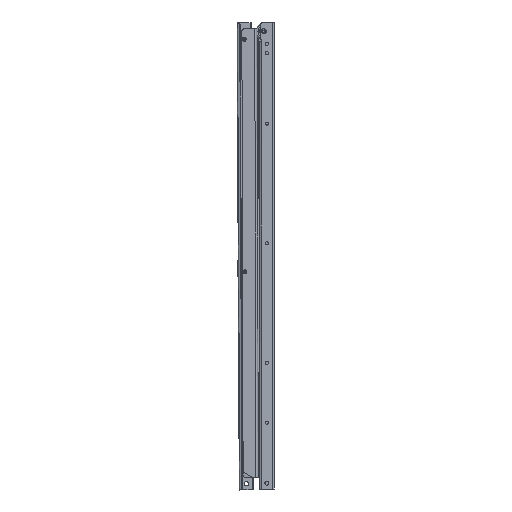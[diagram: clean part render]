
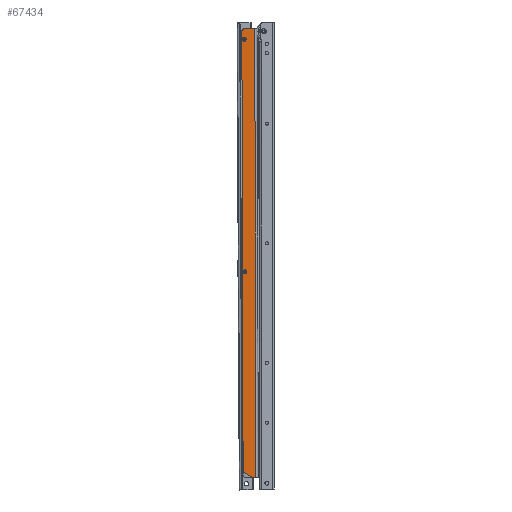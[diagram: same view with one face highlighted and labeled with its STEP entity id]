
A CAD part, left-side view. The second image highlights one B-rep face of the part: STEP entity #67434.
In plain terms, the highlighted planar face has unit normal (-1, 0, 0).
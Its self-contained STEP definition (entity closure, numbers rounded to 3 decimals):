
#240 = DIRECTION ( 'NONE',  ( 0., 0.866, 0.5 ) ) ;
#1041 = CARTESIAN_POINT ( 'NONE',  ( -7.5, 1.225, 0. ) ) ;
#1377 = EDGE_CURVE ( 'NONE', #56604, #18848, #14808, .T. ) ;
#5726 = DIRECTION ( 'NONE',  ( 0., -1., 0. ) ) ;
#6137 = CIRCLE ( 'NONE', #33160, 3.2 ) ;
#6386 = ORIENTED_EDGE ( 'NONE', *, *, #1377, .F. ) ;
#7481 = CARTESIAN_POINT ( 'NONE',  ( -7.5, 21.9, -720. ) ) ;
#9052 = CARTESIAN_POINT ( 'NONE',  ( -7.5, 21.9, -720. ) ) ;
#9129 = ORIENTED_EDGE ( 'NONE', *, *, #32165, .T. ) ;
#10002 = CARTESIAN_POINT ( 'NONE',  ( -7.5, 18.1, -17. ) ) ;
#10471 = CIRCLE ( 'NONE', #49891, 3.2 ) ;
#11479 = AXIS2_PLACEMENT_3D ( 'NONE', #51732, #13609, #13269 ) ;
#11917 = CARTESIAN_POINT ( 'NONE',  ( -7.5, 21.9, -4. ) ) ;
#12412 = CARTESIAN_POINT ( 'NONE',  ( -7.5, 18.1, -393.2 ) ) ;
#12799 = LINE ( 'NONE', #7481, #48056 ) ;
#13269 = DIRECTION ( 'NONE',  ( 0., -1., 0. ) ) ;
#13609 = DIRECTION ( 'NONE',  ( 1., 0., 0. ) ) ;
#13619 = EDGE_LOOP ( 'NONE', ( #38488, #9129, #64003, #51012, #65342, #6386 ) ) ;
#14569 = VERTEX_POINT ( 'NONE', #47802 ) ;
#14808 = LINE ( 'NONE', #46573, #43697 ) ;
#16045 = VERTEX_POINT ( 'NONE', #1041 ) ;
#16501 = CARTESIAN_POINT ( 'NONE',  ( -7.5, 18.121, -713.454 ) ) ;
#16927 = CARTESIAN_POINT ( 'NONE',  ( -7.5, 17.9, 0. ) ) ;
#18411 = AXIS2_PLACEMENT_3D ( 'NONE', #42772, #21219, #31823 ) ;
#18848 = VERTEX_POINT ( 'NONE', #11917 ) ;
#21219 = DIRECTION ( 'NONE',  ( 1., 0., 0. ) ) ;
#22709 = VERTEX_POINT ( 'NONE', #60661 ) ;
#23155 = CARTESIAN_POINT ( 'NONE',  ( -7.5, 17.9, -4. ) ) ;
#24825 = EDGE_LOOP ( 'NONE', ( #67401, #61479 ) ) ;
#24983 = VERTEX_POINT ( 'NONE', #61158 ) ;
#26899 = ORIENTED_EDGE ( 'NONE', *, *, #46441, .T. ) ;
#27203 = CARTESIAN_POINT ( 'NONE',  ( -7.5, 1.225, -720. ) ) ;
#27458 = CIRCLE ( 'NONE', #18411, 3.2 ) ;
#29876 = DIRECTION ( 'NONE',  ( 0., 0., 1. ) ) ;
#30701 = LINE ( 'NONE', #69138, #67578 ) ;
#31216 = DIRECTION ( 'NONE',  ( 1., 0., 0. ) ) ;
#31823 = DIRECTION ( 'NONE',  ( 0., -1., 0. ) ) ;
#32165 = EDGE_CURVE ( 'NONE', #33703, #49092, #12799, .T. ) ;
#32803 = VECTOR ( 'NONE', #29876, 1000. ) ;
#33160 = AXIS2_PLACEMENT_3D ( 'NONE', #10002, #64266, #5726 ) ;
#33703 = VERTEX_POINT ( 'NONE', #61170 ) ;
#34510 = CARTESIAN_POINT ( 'NONE',  ( -7.5, 21.9, -711.272 ) ) ;
#35534 = LINE ( 'NONE', #45066, #32803 ) ;
#36916 = FACE_BOUND ( 'NONE', #39763, .T. ) ;
#37266 = FACE_BOUND ( 'NONE', #24825, .T. ) ;
#37628 = VERTEX_POINT ( 'NONE', #16927 ) ;
#38049 = LINE ( 'NONE', #16501, #62843 ) ;
#38060 = DIRECTION ( 'NONE',  ( -1., 0., 0. ) ) ;
#38488 = ORIENTED_EDGE ( 'NONE', *, *, #67963, .F. ) ;
#39763 = EDGE_LOOP ( 'NONE', ( #26899, #57768 ) ) ;
#40547 = EDGE_CURVE ( 'NONE', #42045, #24983, #27458, .T. ) ;
#41882 = CIRCLE ( 'NONE', #11479, 3.2 ) ;
#42045 = VERTEX_POINT ( 'NONE', #12412 ) ;
#42075 = EDGE_CURVE ( 'NONE', #37628, #16045, #30701, .T. ) ;
#42772 = CARTESIAN_POINT ( 'NONE',  ( -7.5, 18.1, -390. ) ) ;
#43697 = VECTOR ( 'NONE', #67710, 1000. ) ;
#44301 = EDGE_CURVE ( 'NONE', #37628, #18848, #63159, .T. ) ;
#45035 = EDGE_CURVE ( 'NONE', #49092, #16045, #35534, .T. ) ;
#45066 = CARTESIAN_POINT ( 'NONE',  ( -7.5, 1.225, -720. ) ) ;
#46438 = DIRECTION ( 'NONE',  ( 0., -1., 0. ) ) ;
#46441 = EDGE_CURVE ( 'NONE', #24983, #42045, #10471, .T. ) ;
#46573 = CARTESIAN_POINT ( 'NONE',  ( -7.5, 21.9, -720. ) ) ;
#47435 = AXIS2_PLACEMENT_3D ( 'NONE', #23155, #38060, #59535 ) ;
#47802 = CARTESIAN_POINT ( 'NONE',  ( -7.5, 18.1, -13.8 ) ) ;
#48056 = VECTOR ( 'NONE', #50542, 1000. ) ;
#49092 = VERTEX_POINT ( 'NONE', #27203 ) ;
#49891 = AXIS2_PLACEMENT_3D ( 'NONE', #52745, #31216, #57996 ) ;
#50542 = DIRECTION ( 'NONE',  ( 0., -1., 0. ) ) ;
#51012 = ORIENTED_EDGE ( 'NONE', *, *, #42075, .F. ) ;
#51732 = CARTESIAN_POINT ( 'NONE',  ( -7.5, 18.1, -17. ) ) ;
#52745 = CARTESIAN_POINT ( 'NONE',  ( -7.5, 18.1, -390. ) ) ;
#53125 = DIRECTION ( 'NONE',  ( -1., 0., 0. ) ) ;
#54841 = EDGE_CURVE ( 'NONE', #14569, #22709, #6137, .T. ) ;
#56161 = AXIS2_PLACEMENT_3D ( 'NONE', #9052, #53125, #46438 ) ;
#56604 = VERTEX_POINT ( 'NONE', #34510 ) ;
#57346 = PLANE ( 'NONE',  #56161 ) ;
#57768 = ORIENTED_EDGE ( 'NONE', *, *, #40547, .T. ) ;
#57996 = DIRECTION ( 'NONE',  ( 0., -1., 0. ) ) ;
#59535 = DIRECTION ( 'NONE',  ( 0., -1., 0. ) ) ;
#60661 = CARTESIAN_POINT ( 'NONE',  ( -7.5, 18.1, -20.2 ) ) ;
#61158 = CARTESIAN_POINT ( 'NONE',  ( -7.5, 18.1, -386.8 ) ) ;
#61170 = CARTESIAN_POINT ( 'NONE',  ( -7.5, 6.783, -720. ) ) ;
#61479 = ORIENTED_EDGE ( 'NONE', *, *, #65088, .T. ) ;
#62843 = VECTOR ( 'NONE', #240, 1000. ) ;
#63139 = DIRECTION ( 'NONE',  ( 0., -1., 0. ) ) ;
#63159 = CIRCLE ( 'NONE', #47435, 4. ) ;
#64003 = ORIENTED_EDGE ( 'NONE', *, *, #45035, .T. ) ;
#64266 = DIRECTION ( 'NONE',  ( 1., 0., 0. ) ) ;
#65088 = EDGE_CURVE ( 'NONE', #22709, #14569, #41882, .T. ) ;
#65342 = ORIENTED_EDGE ( 'NONE', *, *, #44301, .T. ) ;
#67401 = ORIENTED_EDGE ( 'NONE', *, *, #54841, .T. ) ;
#67434 = ADVANCED_FACE ( 'NONE', ( #36916, #37266, #68645 ), #57346, .T. ) ;
#67578 = VECTOR ( 'NONE', #63139, 1000. ) ;
#67710 = DIRECTION ( 'NONE',  ( 0., 0., 1. ) ) ;
#67963 = EDGE_CURVE ( 'NONE', #33703, #56604, #38049, .T. ) ;
#68645 = FACE_OUTER_BOUND ( 'NONE', #13619, .T. ) ;
#69138 = CARTESIAN_POINT ( 'NONE',  ( -7.5, 21.9, 0. ) ) ;
